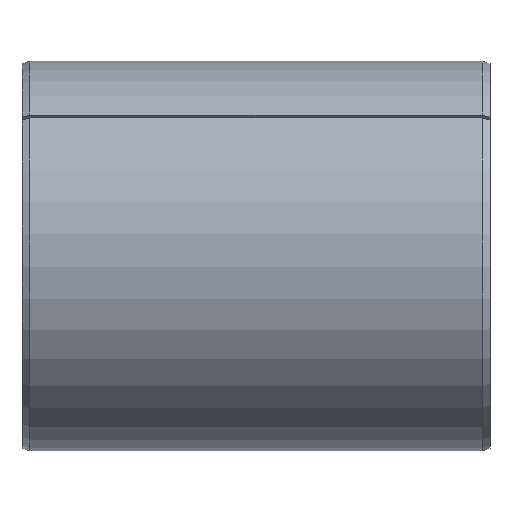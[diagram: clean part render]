
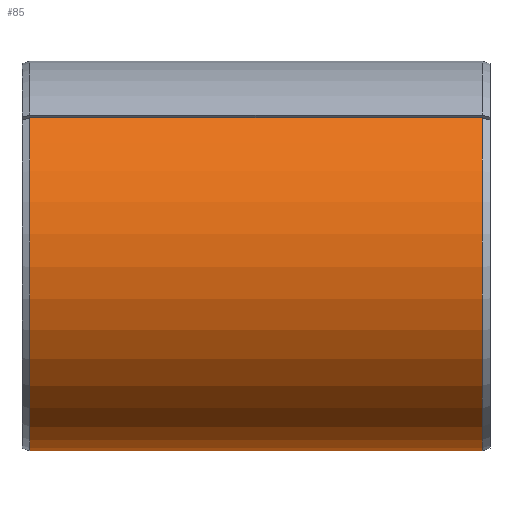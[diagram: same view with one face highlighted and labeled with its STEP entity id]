
A CAD part, top view. The second image highlights one B-rep face of the part: STEP entity #85.
In plain terms, the highlighted cylindrical face has radius 5 mm (diameter 10 mm), a partial arc.
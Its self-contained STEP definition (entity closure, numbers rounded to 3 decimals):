
#85=ADVANCED_FACE('',(#118),#119,.T.);
#118=FACE_OUTER_BOUND('',#162,.T.);
#119=CYLINDRICAL_SURFACE('',#163,5.0);
#162=EDGE_LOOP('',(#256,#257,#258,#259));
#163=AXIS2_PLACEMENT_3D('',#260,#261,#262);
#256=ORIENTED_EDGE('',*,*,#389,.F.);
#257=ORIENTED_EDGE('',*,*,#366,.F.);
#258=ORIENTED_EDGE('',*,*,#390,.T.);
#259=ORIENTED_EDGE('',*,*,#382,.T.);
#260=CARTESIAN_POINT('',(6.0,0.0,0.0));
#261=DIRECTION('',(1.0,0.0,0.0));
#262=DIRECTION('',(0.0,1.0,0.0));
#366=EDGE_CURVE('',#426,#422,#428,.T.);
#382=EDGE_CURVE('',#456,#453,#457,.T.);
#389=EDGE_CURVE('',#422,#453,#469,.T.);
#390=EDGE_CURVE('',#426,#456,#470,.T.);
#422=VERTEX_POINT('',#509);
#426=VERTEX_POINT('',#514);
#428=CIRCLE('',#517,5.0);
#453=VERTEX_POINT('',#550);
#456=VERTEX_POINT('',#554);
#457=CIRCLE('',#555,5.0);
#469=LINE('',#570,#571);
#470=LINE('',#572,#573);
#509=CARTESIAN_POINT('',(11.8,-5.0,0.));
#514=CARTESIAN_POINT('',(11.8,3.536,3.536));
#517=AXIS2_PLACEMENT_3D('',#624,#625,#626);
#550=CARTESIAN_POINT('',(0.2,-5.0,0.));
#554=CARTESIAN_POINT('',(0.2,3.536,3.536));
#555=AXIS2_PLACEMENT_3D('',#654,#655,#656);
#570=CARTESIAN_POINT('',(6.0,-5.0,0.));
#571=VECTOR('',#669,1.0);
#572=CARTESIAN_POINT('',(6.0,3.536,3.536));
#573=VECTOR('',#670,1.0);
#624=CARTESIAN_POINT('',(11.8,0.0,0.0));
#625=DIRECTION('',(1.0,0.0,0.0));
#626=DIRECTION('',(0.0,1.0,0.0));
#654=CARTESIAN_POINT('',(0.2,0.0,0.0));
#655=DIRECTION('',(1.0,0.0,0.0));
#656=DIRECTION('',(0.0,1.0,0.0));
#669=DIRECTION('',(-1.0,-0.0,-0.0));
#670=DIRECTION('',(-1.0,-0.0,-0.0));
